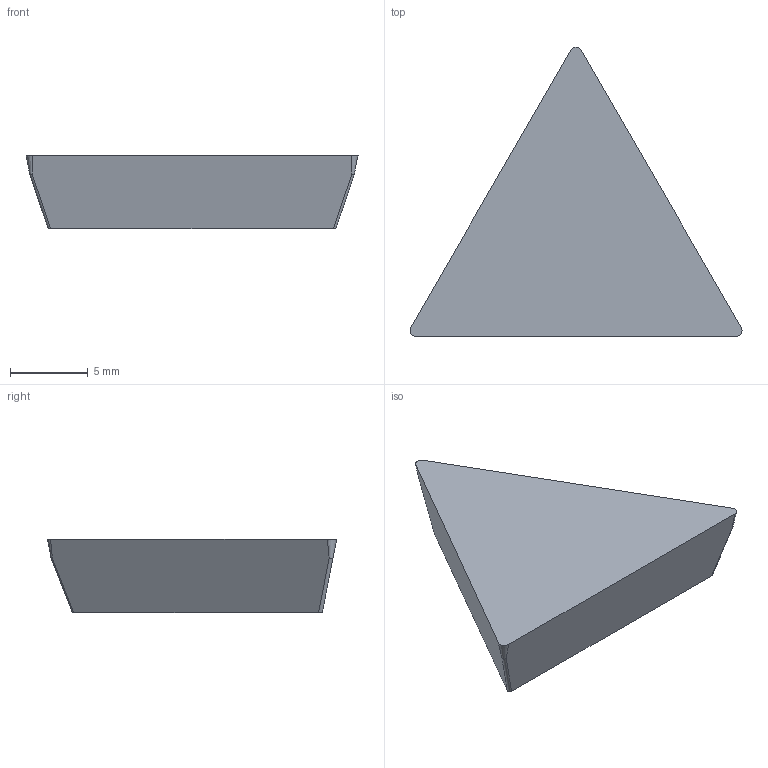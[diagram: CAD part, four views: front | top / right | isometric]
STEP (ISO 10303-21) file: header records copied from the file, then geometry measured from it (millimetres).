
FILE_DESCRIPTION((''),'2;1');
FILE_NAME('TP220404N','2023-09-05T16:29:59',('tlyac01'),('PTC Japan'),'CREO PARAMETRIC BY PTC INC, 2021424','CREO PARAMETRIC BY PTC INC, 2021424','');
FILE_SCHEMA(('AUTOMOTIVE_DESIGN { 1 0 10303 214 1 1 1 1 }'));
Length unit declared in the file: millimetre
Products named in the file (1): TP220404N
Bounding box: 21.41 x 18.65 x 4.76 mm (x, y, z)
Volume: 858.7 mm3; surface area: 655 mm2
Topology: 1 solids, 1 shells, 11 faces, 33 edges, 24 vertices
Faces by surface type: plane 5, cone 3, cylinder 3
Entity records: 612 total; most frequent: CARTESIAN_POINT 115, DIRECTION 61, ORIENTED_EDGE 54, PRESENTATION_STYLE_ASSIGNMENT 36, STYLED_ITEM 36, CURVE_STYLE 35, COLOUR_RGB 29, EDGE_CURVE 27
